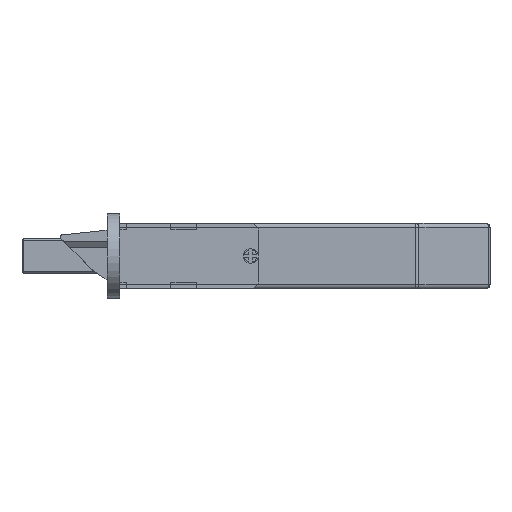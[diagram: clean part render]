
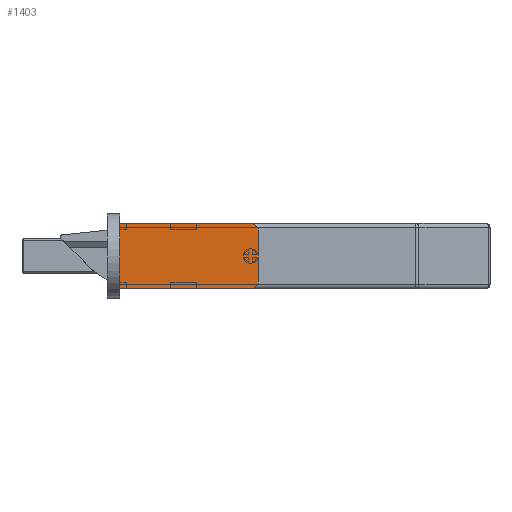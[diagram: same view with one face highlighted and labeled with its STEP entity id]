
A CAD part, front view. The second image highlights one B-rep face of the part: STEP entity #1403.
In plain terms, the highlighted face is planar.
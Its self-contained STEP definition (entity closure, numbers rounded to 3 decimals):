
#166 = VERTEX_POINT ( 'NONE', #9869 ) ;
#258 = VECTOR ( 'NONE', #602, 1000. ) ;
#275 = CARTESIAN_POINT ( 'NONE',  ( -14.3, 0.75, -5.75 ) ) ;
#602 = DIRECTION ( 'NONE',  ( 0., 0., -1. ) ) ;
#827 = FACE_OUTER_BOUND ( 'NONE', #3072, .T. ) ;
#843 = DIRECTION ( 'NONE',  ( 0., 0., 1. ) ) ;
#1069 = EDGE_CURVE ( 'NONE', #9866, #166, #1295, .T. ) ;
#1215 = VECTOR ( 'NONE', #843, 1000. ) ;
#1295 = CIRCLE ( 'NONE', #2624, 2. ) ;
#1329 = LINE ( 'NONE', #9090, #258 ) ;
#1403 = ADVANCED_FACE ( 'NONE', ( #827 ), #9524, .T. ) ;
#1494 = AXIS2_PLACEMENT_3D ( 'NONE', #8569, #7058, #7680 ) ;
#1830 = LINE ( 'NONE', #7203, #3780 ) ;
#2624 = AXIS2_PLACEMENT_3D ( 'NONE', #275, #7409, #9787 ) ;
#2732 = EDGE_CURVE ( 'NONE', #6508, #3390, #1830, .T. ) ;
#2847 = DIRECTION ( 'NONE',  ( -1., 0., 0. ) ) ;
#2917 = ORIENTED_EDGE ( 'NONE', *, *, #7861, .T. ) ;
#3071 = CARTESIAN_POINT ( 'NONE',  ( 16.3, 0.75, 7.75 ) ) ;
#3072 = EDGE_LOOP ( 'NONE', ( #4063, #9977, #6612, #2917, #9975, #6157 ) ) ;
#3390 = VERTEX_POINT ( 'NONE', #3071 ) ;
#3780 = VECTOR ( 'NONE', #6472, 1000. ) ;
#3882 = EDGE_CURVE ( 'NONE', #166, #9875, #4787, .T. ) ;
#4063 = ORIENTED_EDGE ( 'NONE', *, *, #3882, .T. ) ;
#4229 = AXIS2_PLACEMENT_3D ( 'NONE', #9474, #5546, #7919 ) ;
#4787 = LINE ( 'NONE', #7933, #1215 ) ;
#5213 = CARTESIAN_POINT ( 'NONE',  ( -14.3, 0.75, 7.75 ) ) ;
#5234 = CARTESIAN_POINT ( 'NONE',  ( -16.3, 0.75, 5.75 ) ) ;
#5546 = DIRECTION ( 'NONE',  ( 0., 1., 0. ) ) ;
#5684 = LINE ( 'NONE', #8839, #7937 ) ;
#6097 = EDGE_CURVE ( 'NONE', #8251, #9866, #5684, .T. ) ;
#6121 = CIRCLE ( 'NONE', #1494, 2. ) ;
#6157 = ORIENTED_EDGE ( 'NONE', *, *, #1069, .T. ) ;
#6472 = DIRECTION ( 'NONE',  ( 1., 0., 0. ) ) ;
#6508 = VERTEX_POINT ( 'NONE', #5213 ) ;
#6612 = ORIENTED_EDGE ( 'NONE', *, *, #2732, .T. ) ;
#6845 = CARTESIAN_POINT ( 'NONE',  ( 16.3, 0.75, -7.75 ) ) ;
#7058 = DIRECTION ( 'NONE',  ( 0., 1., 0. ) ) ;
#7203 = CARTESIAN_POINT ( 'NONE',  ( -16.3, 0.75, 7.75 ) ) ;
#7409 = DIRECTION ( 'NONE',  ( 0., 1., 0. ) ) ;
#7680 = DIRECTION ( 'NONE',  ( 0., 0., 1. ) ) ;
#7861 = EDGE_CURVE ( 'NONE', #3390, #8251, #1329, .T. ) ;
#7919 = DIRECTION ( 'NONE',  ( 0., 0., 1. ) ) ;
#7933 = CARTESIAN_POINT ( 'NONE',  ( -16.3, 0.75, -7.75 ) ) ;
#7937 = VECTOR ( 'NONE', #2847, 1000. ) ;
#8251 = VERTEX_POINT ( 'NONE', #6845 ) ;
#8569 = CARTESIAN_POINT ( 'NONE',  ( -14.3, 0.75, 5.75 ) ) ;
#8839 = CARTESIAN_POINT ( 'NONE',  ( -16.3, 0.75, -7.75 ) ) ;
#9090 = CARTESIAN_POINT ( 'NONE',  ( 16.3, 0.75, -7.75 ) ) ;
#9145 = EDGE_CURVE ( 'NONE', #9875, #6508, #6121, .T. ) ;
#9474 = CARTESIAN_POINT ( 'NONE',  ( 0., 0.75, 0. ) ) ;
#9524 = PLANE ( 'NONE',  #4229 ) ;
#9616 = CARTESIAN_POINT ( 'NONE',  ( -14.3, 0.75, -7.75 ) ) ;
#9787 = DIRECTION ( 'NONE',  ( 0., 0., 1. ) ) ;
#9866 = VERTEX_POINT ( 'NONE', #9616 ) ;
#9869 = CARTESIAN_POINT ( 'NONE',  ( -16.3, 0.75, -5.75 ) ) ;
#9875 = VERTEX_POINT ( 'NONE', #5234 ) ;
#9975 = ORIENTED_EDGE ( 'NONE', *, *, #6097, .T. ) ;
#9977 = ORIENTED_EDGE ( 'NONE', *, *, #9145, .T. ) ;
